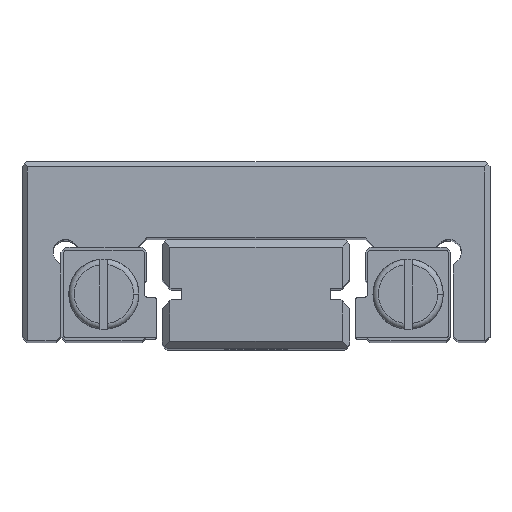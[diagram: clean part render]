
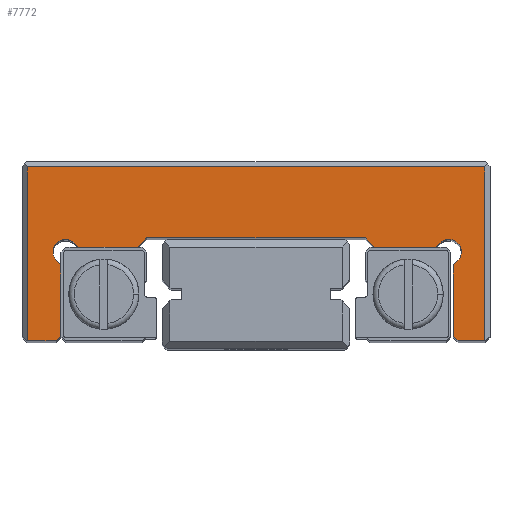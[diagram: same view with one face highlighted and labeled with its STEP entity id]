
A CAD part, top view. The second image highlights one B-rep face of the part: STEP entity #7772.
In plain terms, the highlighted planar face has unit normal (0, 0, 1).
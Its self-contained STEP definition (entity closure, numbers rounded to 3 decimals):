
#6983=PLANE('',#24156);
#7772=ADVANCED_FACE('',(#8759),#6983,.F.);
#8759=FACE_OUTER_BOUND('',#9770,.T.);
#9770=EDGE_LOOP('',(#15597,#15598,#15599,#15600,#15601,#15602,#15603,#15604,
#15605,#15606,#15607,#15608,#15609,#15610,#15611,#15612,#15613,#15614,#15615,
#15616,#15617));
#11171=LINE('',#31280,#13024);
#11177=LINE('',#31292,#13030);
#11184=LINE('',#31307,#13037);
#11220=LINE('',#31481,#13073);
#11223=LINE('',#31485,#13076);
#11233=LINE('',#31509,#13086);
#11236=LINE('',#31515,#13089);
#11239=LINE('',#31519,#13092);
#11242=LINE('',#31525,#13095);
#11245=LINE('',#31531,#13098);
#11248=LINE('',#31537,#13101);
#11253=LINE('',#31547,#13106);
#11270=LINE('',#31578,#13123);
#11274=LINE('',#31584,#13127);
#11278=LINE('',#31591,#13131);
#11281=LINE('',#31599,#13134);
#11282=LINE('',#31601,#13135);
#11283=LINE('',#31603,#13136);
#13024=VECTOR('',#26028,1.);
#13030=VECTOR('',#26038,1.);
#13037=VECTOR('',#26049,1.);
#13073=VECTOR('',#26139,1.);
#13076=VECTOR('',#26144,1.);
#13086=VECTOR('',#26166,1.);
#13089=VECTOR('',#26171,1.);
#13092=VECTOR('',#26176,1.);
#13095=VECTOR('',#26181,1.);
#13098=VECTOR('',#26186,1.);
#13101=VECTOR('',#26191,1.);
#13106=VECTOR('',#26198,1.);
#13123=VECTOR('',#26225,1.);
#13127=VECTOR('',#26231,1.);
#13131=VECTOR('',#26237,1.);
#13134=VECTOR('',#26250,1.);
#13135=VECTOR('',#26251,1.);
#13136=VECTOR('',#26252,1.);
#15597=ORIENTED_EDGE('',*,*,#22017,.T.);
#15598=ORIENTED_EDGE('',*,*,#22047,.T.);
#15599=ORIENTED_EDGE('',*,*,#22048,.T.);
#15600=ORIENTED_EDGE('',*,*,#22049,.T.);
#15601=ORIENTED_EDGE('',*,*,#22034,.T.);
#15602=ORIENTED_EDGE('',*,*,#22038,.T.);
#15603=ORIENTED_EDGE('',*,*,#21915,.T.);
#15604=ORIENTED_EDGE('',*,*,#22042,.T.);
#15605=ORIENTED_EDGE('',*,*,#22043,.T.);
#15606=ORIENTED_EDGE('',*,*,#21800,.T.);
#15607=ORIENTED_EDGE('',*,*,#21984,.T.);
#15608=ORIENTED_EDGE('',*,*,#21922,.T.);
#15609=ORIENTED_EDGE('',*,*,#21997,.T.);
#15610=ORIENTED_EDGE('',*,*,#22000,.T.);
#15611=ORIENTED_EDGE('',*,*,#22003,.T.);
#15612=ORIENTED_EDGE('',*,*,#21909,.T.);
#15613=ORIENTED_EDGE('',*,*,#21981,.T.);
#15614=ORIENTED_EDGE('',*,*,#21955,.T.);
#15615=ORIENTED_EDGE('',*,*,#22006,.T.);
#15616=ORIENTED_EDGE('',*,*,#22009,.T.);
#15617=ORIENTED_EDGE('',*,*,#22012,.T.);
#20068=VERTEX_POINT('',#31061);
#20069=VERTEX_POINT('',#31062);
#20163=VERTEX_POINT('',#31279);
#20164=VERTEX_POINT('',#31281);
#20167=VERTEX_POINT('',#31291);
#20168=VERTEX_POINT('',#31293);
#20173=VERTEX_POINT('',#31306);
#20174=VERTEX_POINT('',#31308);
#20191=VERTEX_POINT('',#31398);
#20192=VERTEX_POINT('',#31400);
#20220=VERTEX_POINT('',#31508);
#20222=VERTEX_POINT('',#31514);
#20224=VERTEX_POINT('',#31524);
#20226=VERTEX_POINT('',#31530);
#20228=VERTEX_POINT('',#31536);
#20232=VERTEX_POINT('',#31546);
#20241=VERTEX_POINT('',#31577);
#20242=VERTEX_POINT('',#31579);
#20244=VERTEX_POINT('',#31590);
#20245=VERTEX_POINT('',#31600);
#20246=VERTEX_POINT('',#31602);
#21800=EDGE_CURVE('',#20068,#20069,#23655,.T.);
#21909=EDGE_CURVE('',#20164,#20163,#11171,.T.);
#21915=EDGE_CURVE('',#20168,#20167,#11177,.T.);
#21922=EDGE_CURVE('',#20174,#20173,#11184,.T.);
#21955=EDGE_CURVE('',#20192,#20191,#23710,.T.);
#21981=EDGE_CURVE('',#20163,#20192,#11220,.T.);
#21984=EDGE_CURVE('',#20069,#20174,#11223,.T.);
#21997=EDGE_CURVE('',#20173,#20220,#11233,.T.);
#22000=EDGE_CURVE('',#20220,#20222,#11236,.T.);
#22003=EDGE_CURVE('',#20222,#20164,#11239,.T.);
#22006=EDGE_CURVE('',#20191,#20224,#11242,.T.);
#22009=EDGE_CURVE('',#20224,#20226,#11245,.T.);
#22012=EDGE_CURVE('',#20226,#20228,#11248,.T.);
#22017=EDGE_CURVE('',#20228,#20232,#11253,.T.);
#22034=EDGE_CURVE('',#20242,#20241,#11270,.T.);
#22038=EDGE_CURVE('',#20241,#20168,#11274,.T.);
#22042=EDGE_CURVE('',#20167,#20244,#11278,.T.);
#22043=EDGE_CURVE('',#20244,#20068,#23717,.T.);
#22047=EDGE_CURVE('',#20232,#20245,#11281,.T.);
#22048=EDGE_CURVE('',#20245,#20246,#11282,.T.);
#22049=EDGE_CURVE('',#20246,#20242,#11283,.T.);
#23655=CIRCLE('',#24043,0.8);
#23710=CIRCLE('',#24122,0.8);
#23717=CIRCLE('',#24152,0.8);
#24043=AXIS2_PLACEMENT_3D('',#31060,#25847,#25848);
#24122=AXIS2_PLACEMENT_3D('',#31399,#26101,#26102);
#24152=AXIS2_PLACEMENT_3D('',#31593,#26240,#26241);
#24156=AXIS2_PLACEMENT_3D('',#31604,#26253,#26254);
#25847=DIRECTION('',(0.,0.,-1.));
#25848=DIRECTION('',(1.,0.,0.));
#26028=DIRECTION('',(1.,0.,0.));
#26038=DIRECTION('',(0.,1.,0.));
#26049=DIRECTION('',(1.,0.,0.));
#26101=DIRECTION('',(0.,0.,-1.));
#26102=DIRECTION('',(-1.,0.,0.));
#26139=DIRECTION('',(0.707,0.707,0.));
#26144=DIRECTION('',(0.707,-0.707,0.));
#26166=DIRECTION('',(0.707,0.707,0.));
#26171=DIRECTION('',(1.,0.,0.));
#26176=DIRECTION('',(0.707,-0.707,0.));
#26181=DIRECTION('',(-0.707,-0.707,0.));
#26186=DIRECTION('',(0.,-1.,0.));
#26191=DIRECTION('',(0.707,-0.707,0.));
#26198=DIRECTION('',(1.,0.,0.));
#26225=DIRECTION('',(1.,0.,0.));
#26231=DIRECTION('',(0.707,0.707,0.));
#26237=DIRECTION('',(-0.707,0.707,0.));
#26240=DIRECTION('',(0.,0.,-1.));
#26241=DIRECTION('',(1.,0.,0.));
#26250=DIRECTION('',(0.,1.,0.));
#26251=DIRECTION('',(-1.,0.,0.));
#26252=DIRECTION('',(0.,-1.,0.));
#26253=DIRECTION('',(0.,0.,-1.));
#26254=DIRECTION('',(-1.,0.,0.));
#31060=CARTESIAN_POINT('',(-12.21,5.71,32.5));
#31061=CARTESIAN_POINT('',(-13.01,5.71,32.5));
#31062=CARTESIAN_POINT('',(-11.644,6.276,32.5));
#31279=CARTESIAN_POINT('',(11.519,6.,32.5));
#31280=CARTESIAN_POINT('',(7.6,6.,32.5));
#31281=CARTESIAN_POINT('',(7.6,6.,32.5));
#31291=CARTESIAN_POINT('',(-12.5,4.869,32.5));
#31292=CARTESIAN_POINT('',(-12.5,0.3,32.5));
#31293=CARTESIAN_POINT('',(-12.5,0.3,32.5));
#31306=CARTESIAN_POINT('',(-7.6,6.,32.5));
#31307=CARTESIAN_POINT('',(-11.369,6.,32.5));
#31308=CARTESIAN_POINT('',(-11.369,6.,32.5));
#31398=CARTESIAN_POINT('',(12.926,5.144,32.5));
#31399=CARTESIAN_POINT('',(12.36,5.71,32.5));
#31400=CARTESIAN_POINT('',(11.794,6.276,32.5));
#31481=CARTESIAN_POINT('',(11.794,6.276,32.5));
#31485=CARTESIAN_POINT('',(-11.644,6.276,32.5));
#31508=CARTESIAN_POINT('',(-7.,6.6,32.5));
#31509=CARTESIAN_POINT('',(-7.6,6.,32.5));
#31514=CARTESIAN_POINT('',(7.,6.6,32.5));
#31515=CARTESIAN_POINT('',(-7.,6.6,32.5));
#31519=CARTESIAN_POINT('',(7.6,6.,32.5));
#31524=CARTESIAN_POINT('',(12.65,4.869,32.5));
#31525=CARTESIAN_POINT('',(12.65,4.869,32.5));
#31530=CARTESIAN_POINT('',(12.65,0.3,32.5));
#31531=CARTESIAN_POINT('',(12.65,0.3,32.5));
#31536=CARTESIAN_POINT('',(12.95,0.,32.5));
#31537=CARTESIAN_POINT('',(12.95,0.,32.5));
#31546=CARTESIAN_POINT('',(14.65,0.,32.5));
#31547=CARTESIAN_POINT('',(12.95,0.,32.5));
#31577=CARTESIAN_POINT('',(-12.8,0.,32.5));
#31578=CARTESIAN_POINT('',(-14.7,0.,32.5));
#31579=CARTESIAN_POINT('',(-14.65,0.,32.5));
#31584=CARTESIAN_POINT('',(-12.8,0.,32.5));
#31590=CARTESIAN_POINT('',(-12.776,5.144,32.5));
#31591=CARTESIAN_POINT('',(-12.5,4.869,32.5));
#31593=CARTESIAN_POINT('',(-12.21,5.71,32.5));
#31599=CARTESIAN_POINT('',(14.65,5.71,32.5));
#31600=CARTESIAN_POINT('',(14.65,11.15,32.5));
#31601=CARTESIAN_POINT('',(12.36,11.15,32.5));
#31602=CARTESIAN_POINT('',(-14.65,11.15,32.5));
#31603=CARTESIAN_POINT('',(-14.65,5.71,32.5));
#31604=CARTESIAN_POINT('',(12.36,5.71,32.5));
